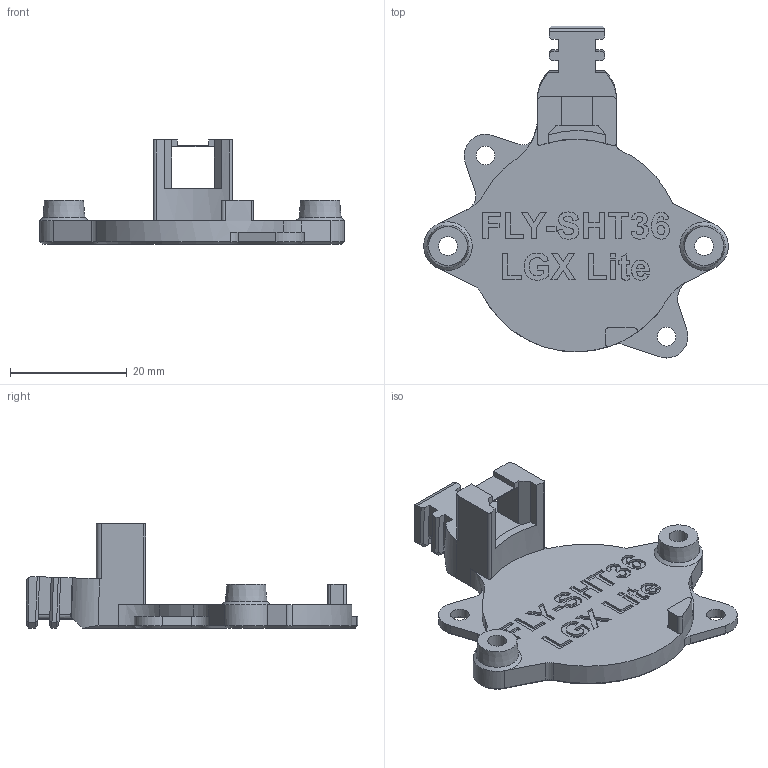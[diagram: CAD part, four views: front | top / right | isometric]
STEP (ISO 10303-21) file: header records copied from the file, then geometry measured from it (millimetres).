
FILE_DESCRIPTION(/* description */ (''),/* implementation_level */ '2;1');
FILE_NAME(/* name */ 'SHT36-Mount-LGX-Lite.step',/* time_stamp */ '2022-05-05T11:35:45-04:00',/* author */ (''),/* organization */ (''),/* preprocessor_version */ 'ST-DEVELOPER v18.1',/* originating_system */ 'Autodesk Translation Framework v10.14.0.1471',/* authorisation */ '');
FILE_SCHEMA (('AUTOMOTIVE_DESIGN { 1 0 10303 214 3 1 1 }'));
Length unit declared in the file: millimetre
Products named in the file (1): Mount-LGX-Lite
Bounding box: 52.12 x 56.81 x 17.85 mm (x, y, z)
Volume: 7295.5 mm3; surface area: 5074.5 mm2
Topology: 1 solids, 1 shells, 418 faces, 1148 edges, 750 vertices
Faces by surface type: plane 237, bspline 119, cylinder 38, cone 24
Full cylindrical faces by diameter (mm): 3.2 x4, 4.7 x2
Entity records: 14288 total; most frequent: CARTESIAN_POINT 4340, ORIENTED_EDGE 2296, DIRECTION 1624, EDGE_CURVE 1148, LINE 796, VECTOR 796, VERTEX_POINT 750, EDGE_LOOP 446
